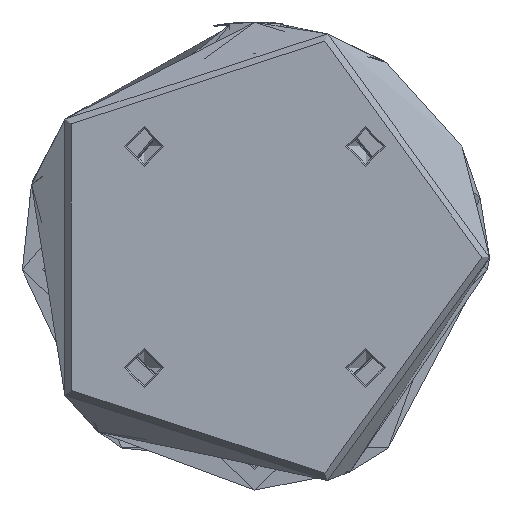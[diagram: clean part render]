
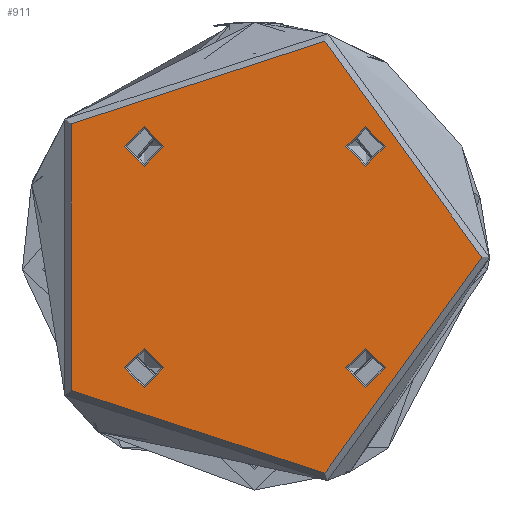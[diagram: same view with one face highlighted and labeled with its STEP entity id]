
A CAD part, front view. The second image highlights one B-rep face of the part: STEP entity #911.
In plain terms, the highlighted face is planar.
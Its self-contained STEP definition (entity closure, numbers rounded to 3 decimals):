
#300 = CIRCLE ( 'NONE', #4148, 5.025 ) ;
#396 = CARTESIAN_POINT ( 'NONE',  ( 0., 0., 0. ) ) ;
#428 = CIRCLE ( 'NONE', #2489, 58. ) ;
#455 = CIRCLE ( 'NONE', #2948, 5.025 ) ;
#553 = CARTESIAN_POINT ( 'NONE',  ( 33.309, 28.284, 0. ) ) ;
#575 = EDGE_CURVE ( 'NONE', #4927, #4927, #300, .T. ) ;
#733 = EDGE_LOOP ( 'NONE', ( #2771 ) ) ;
#799 = DIRECTION ( 'NONE',  ( 1., 0., 0. ) ) ;
#911 = ADVANCED_FACE ( 'NONE', ( #4069, #4335, #3873, #3877, #1218 ), #3474, .F. ) ;
#932 = CARTESIAN_POINT ( 'NONE',  ( -23.259, 28.284, 0. ) ) ;
#956 = DIRECTION ( 'NONE',  ( 0., 0., 1. ) ) ;
#1153 = AXIS2_PLACEMENT_3D ( 'NONE', #1731, #4629, #2141 ) ;
#1218 = FACE_BOUND ( 'NONE', #3736, .T. ) ;
#1347 = ORIENTED_EDGE ( 'NONE', *, *, #3362, .F. ) ;
#1368 = AXIS2_PLACEMENT_3D ( 'NONE', #1934, #4848, #2340 ) ;
#1426 = DIRECTION ( 'NONE',  ( -1., 0., 0. ) ) ;
#1484 = EDGE_LOOP ( 'NONE', ( #3212 ) ) ;
#1731 = CARTESIAN_POINT ( 'NONE',  ( 28.284, 28.284, 0. ) ) ;
#1896 = EDGE_CURVE ( 'NONE', #4606, #4606, #455, .T. ) ;
#1934 = CARTESIAN_POINT ( 'NONE',  ( -28.284, -28.284, 0. ) ) ;
#1979 = CIRCLE ( 'NONE', #1153, 5.025 ) ;
#2009 = VERTEX_POINT ( 'NONE', #4702 ) ;
#2141 = DIRECTION ( 'NONE',  ( 1., 0., 0. ) ) ;
#2331 = DIRECTION ( 'NONE',  ( 0., 0., 1. ) ) ;
#2340 = DIRECTION ( 'NONE',  ( 1., 0., 0. ) ) ;
#2489 = AXIS2_PLACEMENT_3D ( 'NONE', #396, #3265, #799 ) ;
#2601 = CARTESIAN_POINT ( 'NONE',  ( -23.259, -28.284, 0. ) ) ;
#2617 = AXIS2_PLACEMENT_3D ( 'NONE', #3892, #3837, #1426 ) ;
#2771 = ORIENTED_EDGE ( 'NONE', *, *, #3858, .F. ) ;
#2948 = AXIS2_PLACEMENT_3D ( 'NONE', #3435, #956, #3855 ) ;
#2995 = ORIENTED_EDGE ( 'NONE', *, *, #1896, .F. ) ;
#3212 = ORIENTED_EDGE ( 'NONE', *, *, #575, .F. ) ;
#3265 = DIRECTION ( 'NONE',  ( 0., 0., 1. ) ) ;
#3362 = EDGE_CURVE ( 'NONE', #4003, #4003, #4443, .T. ) ;
#3435 = CARTESIAN_POINT ( 'NONE',  ( -28.284, 28.284, 0. ) ) ;
#3474 = PLANE ( 'NONE',  #2617 ) ;
#3643 = EDGE_LOOP ( 'NONE', ( #5030 ) ) ;
#3736 = EDGE_LOOP ( 'NONE', ( #2995 ) ) ;
#3808 = VERTEX_POINT ( 'NONE', #553 ) ;
#3837 = DIRECTION ( 'NONE',  ( 0., 0., -1. ) ) ;
#3855 = DIRECTION ( 'NONE',  ( 1., 0., 0. ) ) ;
#3858 = EDGE_CURVE ( 'NONE', #3808, #3808, #1979, .T. ) ;
#3873 = FACE_BOUND ( 'NONE', #1484, .T. ) ;
#3877 = FACE_BOUND ( 'NONE', #733, .T. ) ;
#3892 = CARTESIAN_POINT ( 'NONE',  ( 0., 0., 0. ) ) ;
#4003 = VERTEX_POINT ( 'NONE', #2601 ) ;
#4069 = FACE_OUTER_BOUND ( 'NONE', #3643, .T. ) ;
#4148 = AXIS2_PLACEMENT_3D ( 'NONE', #4836, #2331, #5250 ) ;
#4335 = FACE_BOUND ( 'NONE', #4533, .T. ) ;
#4443 = CIRCLE ( 'NONE', #1368, 5.025 ) ;
#4533 = EDGE_LOOP ( 'NONE', ( #1347 ) ) ;
#4606 = VERTEX_POINT ( 'NONE', #932 ) ;
#4629 = DIRECTION ( 'NONE',  ( 0., 0., 1. ) ) ;
#4664 = CARTESIAN_POINT ( 'NONE',  ( 33.309, -28.284, 0. ) ) ;
#4702 = CARTESIAN_POINT ( 'NONE',  ( 58., 0., 0. ) ) ;
#4836 = CARTESIAN_POINT ( 'NONE',  ( 28.284, -28.284, 0. ) ) ;
#4848 = DIRECTION ( 'NONE',  ( 0., 0., 1. ) ) ;
#4927 = VERTEX_POINT ( 'NONE', #4664 ) ;
#5030 = ORIENTED_EDGE ( 'NONE', *, *, #5236, .T. ) ;
#5236 = EDGE_CURVE ( 'NONE', #2009, #2009, #428, .T. ) ;
#5250 = DIRECTION ( 'NONE',  ( 1., 0., 0. ) ) ;
